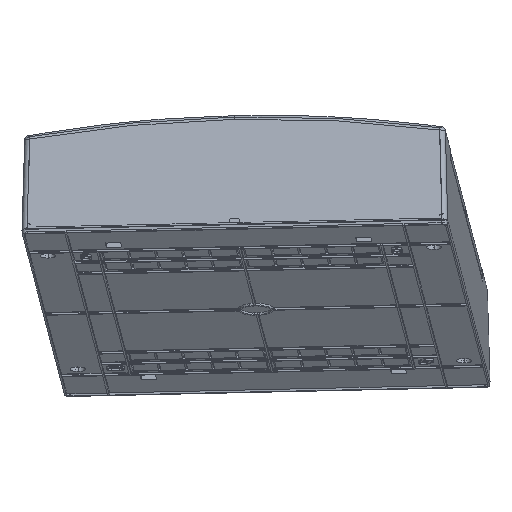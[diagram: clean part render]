
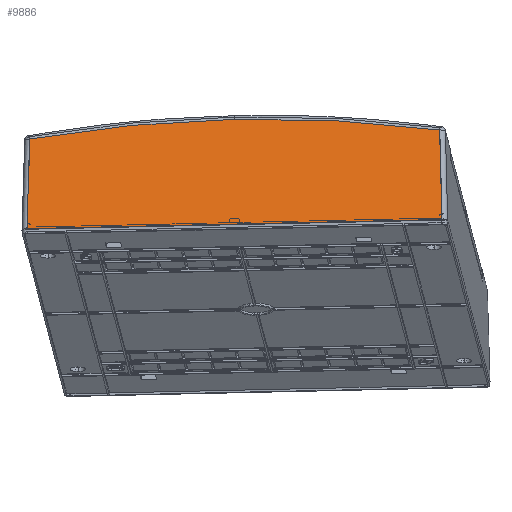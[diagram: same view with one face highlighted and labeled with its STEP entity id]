
A CAD part, front view. The second image highlights one B-rep face of the part: STEP entity #9886.
In plain terms, the highlighted face is planar.
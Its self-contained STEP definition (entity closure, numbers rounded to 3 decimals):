
#3527=CARTESIAN_POINT('',(0.,102.231,
-260.123));
#3670=CARTESIAN_POINT('',(192.902,0.,-262.8));
#4177=CARTESIAN_POINT('',(-190.613,87.393,
-260.511));
#4178=CARTESIAN_POINT('',(-127.588,97.265,
-260.253));
#4179=CARTESIAN_POINT('',(-63.794,102.231,
-260.123));
#4180=CARTESIAN_POINT('',(0.,102.231,
-260.123));
#4185=DIRECTION('',(0.026,0.999,0.026));
#4186=VECTOR('',#4185,87.453);
#4187=CARTESIAN_POINT('',(-192.902,0.,-262.8));
#4188=LINE('',#4187,#4186);
#4192=DIRECTION('',(-1.,0.,0.));
#4193=VECTOR('',#4192,385.803);
#4194=CARTESIAN_POINT('',(192.902,0.,-262.8));
#4195=LINE('',#4194,#4193);
#4199=DIRECTION('',(0.026,-0.999,-0.026));
#4200=VECTOR('',#4199,87.453);
#4201=CARTESIAN_POINT('',(190.613,87.393,-260.511));
#4202=LINE('',#4201,#4200);
#4206=CARTESIAN_POINT('',(0.,102.231,
-260.123));
#4207=CARTESIAN_POINT('',(63.794,102.231,-260.123));
#4208=CARTESIAN_POINT('',(127.588,97.265,-260.253));
#4209=CARTESIAN_POINT('',(190.613,87.393,-260.511));
#5559=CARTESIAN_POINT('',(190.613,87.393,-260.512));
#5561=VERTEX_POINT('',#5559);
#5564=VERTEX_POINT('',#3670);
#5583=CARTESIAN_POINT('',(-190.613,87.393,
-260.512));
#5585=VERTEX_POINT('',#5583);
#5587=CARTESIAN_POINT('',(-192.902,0.,-262.8));
#5588=VERTEX_POINT('',#5587);
#5592=VERTEX_POINT('',#3527);
#9874=CARTESIAN_POINT('',(0.,0.,-262.8));
#9875=DIRECTION('',(0.,0.026,-1.));
#9876=DIRECTION('',(0.,1.,0.026));
#9877=AXIS2_PLACEMENT_3D('',#9874,#9875,#9876);
#9878=PLANE('',#9877);
#9879=ORIENTED_EDGE('',*,*,#9237,.F.);
#9880=ORIENTED_EDGE('',*,*,#9298,.F.);
#9881=ORIENTED_EDGE('',*,*,#9324,.F.);
#9882=ORIENTED_EDGE('',*,*,#9842,.F.);
#9883=ORIENTED_EDGE('',*,*,#9190,.F.);
#9884=EDGE_LOOP('',(#9879,#9880,#9881,#9882,#9883));
#9885=FACE_OUTER_BOUND('',#9884,.F.);
#4181=B_SPLINE_CURVE_WITH_KNOTS('',3,(#4177,#4178,#4179,#4180),.UNSPECIFIED.,
.F.,.F.,(4,4),(0.,1.),.UNSPECIFIED.);
#4210=B_SPLINE_CURVE_WITH_KNOTS('',3,(#4206,#4207,#4208,#4209),.UNSPECIFIED.,
.F.,.F.,(4,4),(0.,1.),.UNSPECIFIED.);
#9190=EDGE_CURVE('',#5592,#5561,#4210,.T.);
#9237=EDGE_CURVE('',#5585,#5592,#4181,.T.);
#9298=EDGE_CURVE('',#5588,#5585,#4188,.T.);
#9324=EDGE_CURVE('',#5564,#5588,#4195,.T.);
#9842=EDGE_CURVE('',#5561,#5564,#4202,.T.);
#9886=ADVANCED_FACE('',(#9885),#9878,.T.);
